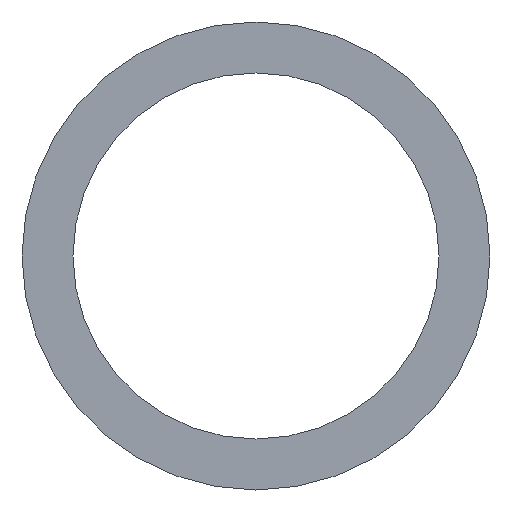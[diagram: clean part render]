
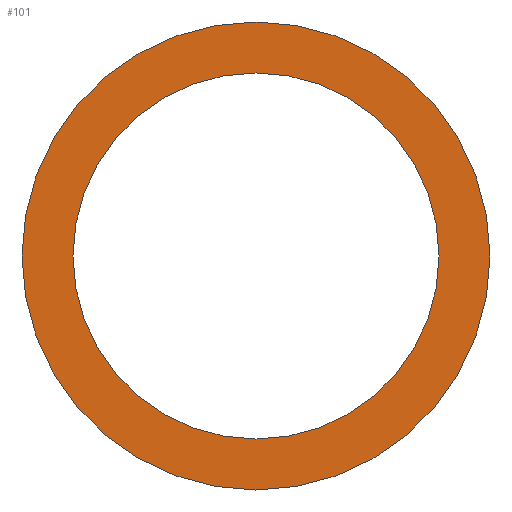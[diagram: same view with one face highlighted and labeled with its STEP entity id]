
A CAD part, front view. The second image highlights one B-rep face of the part: STEP entity #101.
In plain terms, the highlighted planar face has unit normal (0, -1, 0).
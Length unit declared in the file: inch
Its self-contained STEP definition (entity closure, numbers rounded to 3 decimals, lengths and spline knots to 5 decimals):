
#24=CARTESIAN_POINT('',(0.575,-3.,0.));
#25=VERTEX_POINT('',#24);
#26=CARTESIAN_POINT('',(0.,-3.,0.));
#27=DIRECTION('',(0.,-1.,0.));
#28=DIRECTION('',(1.,0.,0.));
#29=AXIS2_PLACEMENT_3D('',#26,#27,#28);
#30=CIRCLE('',#29,0.575);
#31=EDGE_CURVE('',#25,#25,#30,.T.);
#57=CARTESIAN_POINT('',(0.735,-3.,0.));
#58=VERTEX_POINT('',#57);
#59=CARTESIAN_POINT('',(0.,-3.,0.));
#60=DIRECTION('',(0.,1.,0.));
#61=DIRECTION('',(1.,0.,0.));
#62=AXIS2_PLACEMENT_3D('',#59,#60,#61);
#63=CIRCLE('',#62,0.735);
#64=EDGE_CURVE('',#58,#58,#63,.T.);
#90=ORIENTED_EDGE('',*,*,#64,.F.);
#91=EDGE_LOOP('',(#90));
#92=FACE_OUTER_BOUND('',#91,.T.);
#93=ORIENTED_EDGE('',*,*,#31,.F.);
#94=EDGE_LOOP('',(#93));
#95=FACE_BOUND('',#94,.T.);
#96=CARTESIAN_POINT('',(-0.28053,-3.,0.67936));
#97=DIRECTION('',(0.,-1.,0.));
#98=DIRECTION('',(1.,0.,0.));
#99=AXIS2_PLACEMENT_3D('',#96,#97,#98);
#100=PLANE('',#99);
#101=ADVANCED_FACE('',(#92,#95),#100,.T.);
